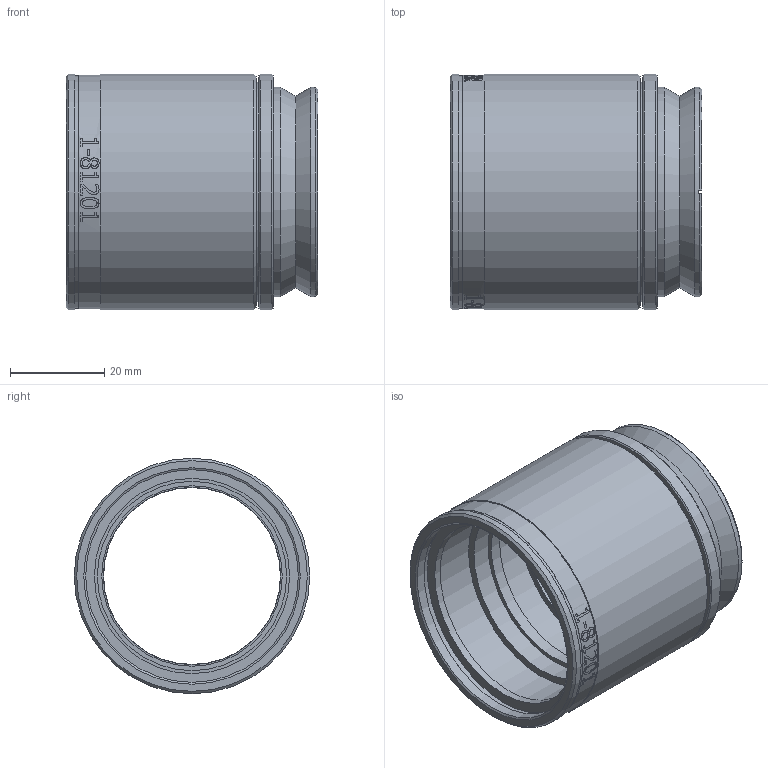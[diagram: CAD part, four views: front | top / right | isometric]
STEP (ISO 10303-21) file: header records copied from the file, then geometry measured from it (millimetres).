
FILE_DESCRIPTION(/* description */ ('LENS, 0.25X LENS ATTACHMENT'),/* implementation_level */ '2;1');
FILE_NAME(/* name */ 'Chad''81201_0.stp',/* time_stamp */ '2018-05-23T11:07:45-04:00',/* author */ ('Williamson'),/* organization */ ('NAVITAR'),/* preprocessor_version */ 'ST-DEVELOPER v16.13',/* originating_system */ 'Autodesk Inventor 2018',/* authorisation */ '');
FILE_SCHEMA (('AUTOMOTIVE_DESIGN { 1 0 10303 214 3 1 1 }'));
Length unit declared in the file: inch
Products named in the file (8): 1-81201; 3-80435; 3-80436; 3-80437; 3-80438; 8-80439; 7-30681; 7-30683
Assembly tree (7 placements, depth 2):
  1-81201
    3-80435
    3-80436
    3-80437
    3-80438
    8-80439
    7-30681
    7-30683
Bounding box: 53.55 x 50.04 x 50.04 mm (x, y, z)
Volume: 27540.5 mm3; surface area: 25450.9 mm2
Topology: 11 solids, 11 shells, 240 faces, 609 edges, 401 vertices
Faces by surface type: plane 120, bspline 66, cylinder 40, cone 14
Full cylindrical faces by diameter (mm): 37.568 x1, 37.694 x1, 38.354 x1, 38.964 x1, 39.37 x1, 39.98 x2, 40.234 x1, 41.478 x1, 41.504 x1, 43.485 x2, 43.513 x1, 44.45 x2, 45.188 x1, 46.001 x1, 46.741 x1, 46.965 x1, 47.6 x1, 47.824 x1, 49.53 x1, 49.555 x1, 49.657 x1, 50.038 x3
Entity records: 9721 total; most frequent: CARTESIAN_POINT 4007, ORIENTED_EDGE 1122, DIRECTION 995, EDGE_CURVE 561, VERTEX_POINT 394, AXIS2_PLACEMENT_3D 367, EDGE_LOOP 335, LINE 261
